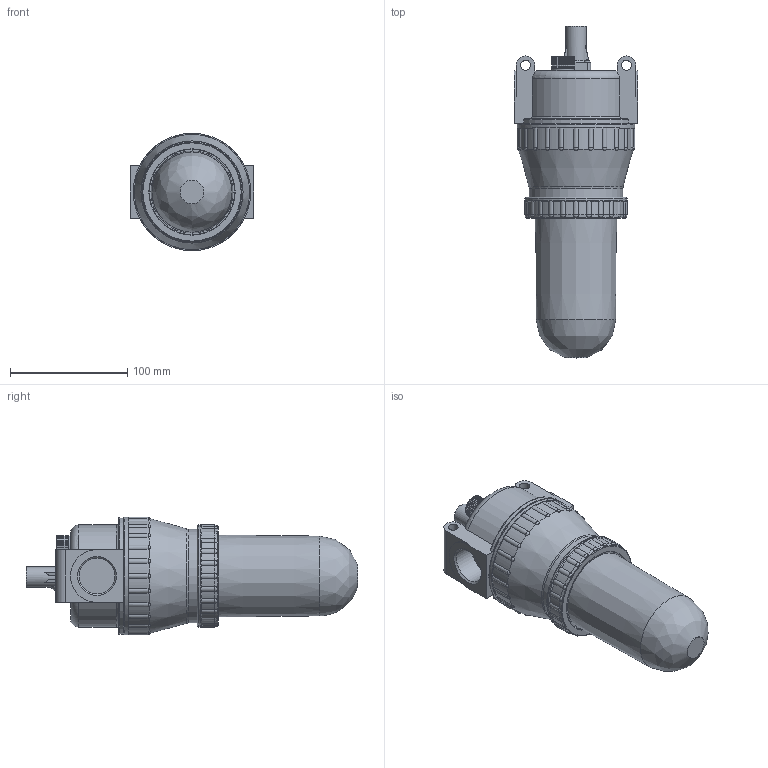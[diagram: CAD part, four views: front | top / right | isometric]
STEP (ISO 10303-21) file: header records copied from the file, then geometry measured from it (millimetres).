
FILE_DESCRIPTION( ( 'STEP AP203' ), ' ' );
FILE_NAME( '9.2355.00.000.0V.stp', '2017-04-12T15:21:13', ( '' ), ( '' ), ' ', 'PARTsolutions', ' ' );
FILE_SCHEMA( ( 'CONFIG_CONTROL_DESIGN' ) );
Length unit declared in the file: millimetre
Products named in the file (3): 9.2355.00.000.0V; _764 K-1-1; _764 K-1-2
Assembly tree (2 placements, depth 2):
  9.2355.00.000.0V
    _764 K-1-1
    _764 K-1-2
Bounding box: 105 x 283 x 100 mm (x, y, z)
Volume: 1233535.6 mm3; surface area: 95588 mm2
Topology: 2 solids, 2 shells, 444 faces, 1161 edges, 736 vertices
Faces by surface type: plane 180, cylinder 159, sphere 52, cone 36, torus 16, bspline 1
Full cylindrical faces by diameter (mm): 8.5 x2, 9 x1, 9.2 x1, 10 x1, 17.5 x1, 19 x1, 20 x1, 30.291 x2, 80 x1, 87 x1, 100 x1
Entity records: 15466 total; most frequent: CARTESIAN_POINT 4525, DIRECTION 2367, ORIENTED_EDGE 2236, EDGE_CURVE 1118, AXIS2_PLACEMENT_3D 978, VERTEX_POINT 726, CIRCLE 523, EDGE_LOOP 496
